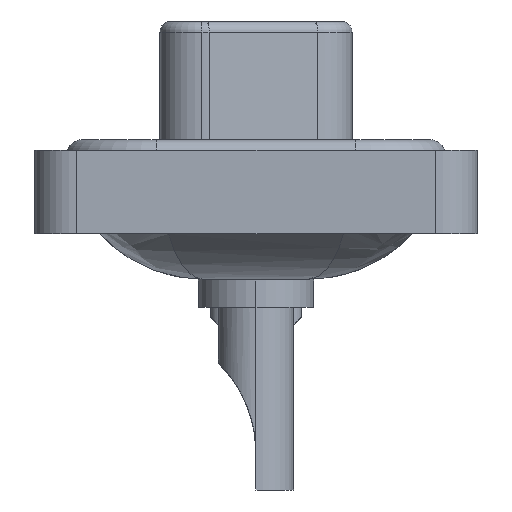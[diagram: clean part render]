
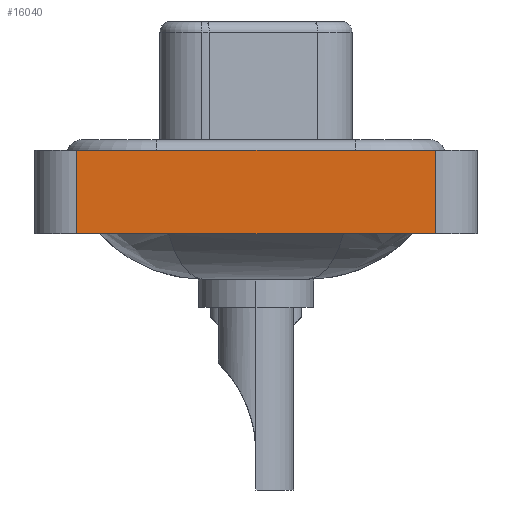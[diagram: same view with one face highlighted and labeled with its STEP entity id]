
A CAD part, left-side view. The second image highlights one B-rep face of the part: STEP entity #16040.
In plain terms, the highlighted planar face has unit normal (-1, 0, 0).
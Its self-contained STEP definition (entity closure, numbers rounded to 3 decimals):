
#291 = ORIENTED_EDGE ( 'NONE', *, *, #18736, .F. ) ;
#326 = CARTESIAN_POINT ( 'NONE',  ( -7.35, 8.55, -3.6 ) ) ;
#1527 = EDGE_CURVE ( 'NONE', #20885, #13763, #15485, .T. ) ;
#2857 = CARTESIAN_POINT ( 'NONE',  ( -7.35, -8.55, 0.4 ) ) ;
#3334 = ORIENTED_EDGE ( 'NONE', *, *, #15923, .T. ) ;
#4921 = ORIENTED_EDGE ( 'NONE', *, *, #1527, .T. ) ;
#5155 = ORIENTED_EDGE ( 'NONE', *, *, #10551, .F. ) ;
#5533 = CARTESIAN_POINT ( 'NONE',  ( -7.35, 8.55, 0.4 ) ) ;
#5692 = VECTOR ( 'NONE', #19993, 1000. ) ;
#6356 = FACE_OUTER_BOUND ( 'NONE', #12980, .T. ) ;
#7096 = VERTEX_POINT ( 'NONE', #5533 ) ;
#7201 = CARTESIAN_POINT ( 'NONE',  ( -7.35, -8.55, -3.6 ) ) ;
#7919 = CARTESIAN_POINT ( 'NONE',  ( -7.35, 8.55, -3.6 ) ) ;
#8519 = PLANE ( 'NONE',  #12609 ) ;
#8744 = VECTOR ( 'NONE', #17810, 1000. ) ;
#9579 = LINE ( 'NONE', #11294, #21780 ) ;
#9746 = LINE ( 'NONE', #7919, #11088 ) ;
#10058 = CARTESIAN_POINT ( 'NONE',  ( -7.35, -8.55, -3.6 ) ) ;
#10125 = DIRECTION ( 'NONE',  ( 0., 0., 1. ) ) ;
#10551 = EDGE_CURVE ( 'NONE', #20885, #7096, #9746, .T. ) ;
#10917 = CARTESIAN_POINT ( 'NONE',  ( -7.35, -8.55, -3.6 ) ) ;
#11088 = VECTOR ( 'NONE', #20291, 1000. ) ;
#11294 = CARTESIAN_POINT ( 'NONE',  ( -7.35, -8.55, 0.4 ) ) ;
#12609 = AXIS2_PLACEMENT_3D ( 'NONE', #13750, #22022, #10125 ) ;
#12980 = EDGE_LOOP ( 'NONE', ( #3334, #291, #5155, #4921 ) ) ;
#13750 = CARTESIAN_POINT ( 'NONE',  ( -7.35, -8.55, -3.6 ) ) ;
#13763 = VERTEX_POINT ( 'NONE', #10058 ) ;
#14146 = LINE ( 'NONE', #7201, #5692 ) ;
#15485 = LINE ( 'NONE', #10917, #8744 ) ;
#15923 = EDGE_CURVE ( 'NONE', #13763, #22337, #14146, .T. ) ;
#16040 = ADVANCED_FACE ( 'NONE', ( #6356 ), #8519, .T. ) ;
#17810 = DIRECTION ( 'NONE',  ( 0., -1., 0. ) ) ;
#18736 = EDGE_CURVE ( 'NONE', #7096, #22337, #9579, .T. ) ;
#19993 = DIRECTION ( 'NONE',  ( 0., 0., 1. ) ) ;
#20291 = DIRECTION ( 'NONE',  ( 0., 0., 1. ) ) ;
#20885 = VERTEX_POINT ( 'NONE', #326 ) ;
#21258 = DIRECTION ( 'NONE',  ( 0., -1., 0. ) ) ;
#21780 = VECTOR ( 'NONE', #21258, 1000. ) ;
#22022 = DIRECTION ( 'NONE',  ( -1., 0., 0. ) ) ;
#22337 = VERTEX_POINT ( 'NONE', #2857 ) ;
